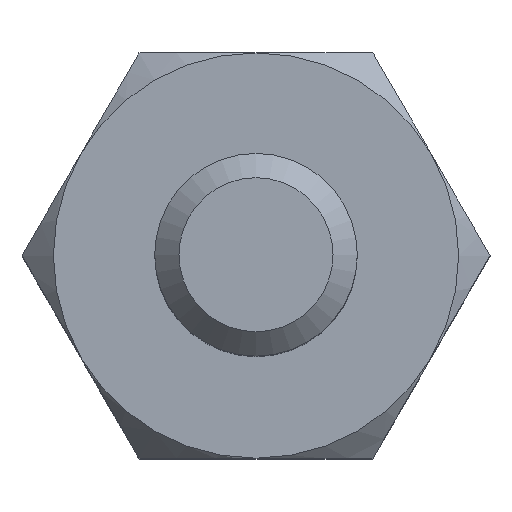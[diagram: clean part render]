
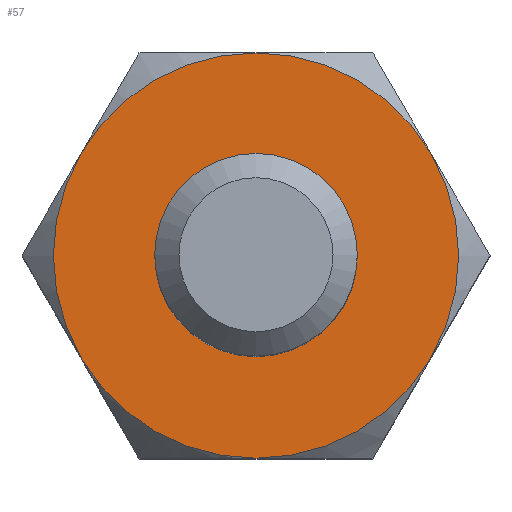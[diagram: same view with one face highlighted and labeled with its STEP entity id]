
A CAD part, top view. The second image highlights one B-rep face of the part: STEP entity #57.
In plain terms, the highlighted planar face has unit normal (0, 0, 1).
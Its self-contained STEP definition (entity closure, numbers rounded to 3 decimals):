
#57 = ADVANCED_FACE( '', ( #138, #139 ), #140, .T. );
#138 = FACE_BOUND( '', #250, .T. );
#139 = FACE_OUTER_BOUND( '', #251, .T. );
#140 = PLANE( '', #252 );
#250 = EDGE_LOOP( '', ( #358 ) );
#251 = EDGE_LOOP( '', ( #359, #360, #361, #362, #363, #364 ) );
#252 = AXIS2_PLACEMENT_3D( '', #365, #366, #367 );
#358 = ORIENTED_EDGE( '', *, *, #586, .T. );
#359 = ORIENTED_EDGE( '', *, *, #587, .F. );
#360 = ORIENTED_EDGE( '', *, *, #588, .F. );
#361 = ORIENTED_EDGE( '', *, *, #589, .F. );
#362 = ORIENTED_EDGE( '', *, *, #590, .T. );
#363 = ORIENTED_EDGE( '', *, *, #591, .F. );
#364 = ORIENTED_EDGE( '', *, *, #592, .F. );
#365 = CARTESIAN_POINT( '', ( 0., 0., 6. ) );
#366 = DIRECTION( '', ( 0., 0., 1. ) );
#367 = DIRECTION( '', ( 1., 0., 0. ) );
#586 = EDGE_CURVE( '', #673, #673, #674, .F. );
#587 = EDGE_CURVE( '', #675, #676, #677, .F. );
#588 = EDGE_CURVE( '', #678, #675, #679, .F. );
#589 = EDGE_CURVE( '', #680, #678, #681, .F. );
#590 = EDGE_CURVE( '', #680, #682, #683, .T. );
#591 = EDGE_CURVE( '', #684, #682, #685, .F. );
#592 = EDGE_CURVE( '', #676, #684, #686, .F. );
#673 = VERTEX_POINT( '', #792 );
#674 = CIRCLE( '', #793, 1.1 );
#675 = VERTEX_POINT( '', #794 );
#676 = VERTEX_POINT( '', #795 );
#677 = CIRCLE( '', #796, 2.5 );
#678 = VERTEX_POINT( '', #797 );
#679 = CIRCLE( '', #798, 2.5 );
#680 = VERTEX_POINT( '', #799 );
#681 = CIRCLE( '', #800, 2.5 );
#682 = VERTEX_POINT( '', #801 );
#683 = CIRCLE( '', #802, 2.5 );
#684 = VERTEX_POINT( '', #803 );
#685 = CIRCLE( '', #804, 2.5 );
#686 = CIRCLE( '', #805, 2.5 );
#792 = CARTESIAN_POINT( '', ( 1.1, 0., 6. ) );
#793 = AXIS2_PLACEMENT_3D( '', #1061, #1062, #1063 );
#794 = CARTESIAN_POINT( '', ( 2.165, -1.25, 6. ) );
#795 = CARTESIAN_POINT( '', ( 0., -2.5, 6. ) );
#796 = AXIS2_PLACEMENT_3D( '', #1064, #1065, #1066 );
#797 = CARTESIAN_POINT( '', ( 2.165, 1.25, 6. ) );
#798 = AXIS2_PLACEMENT_3D( '', #1067, #1068, #1069 );
#799 = CARTESIAN_POINT( '', ( 0., 2.5, 6. ) );
#800 = AXIS2_PLACEMENT_3D( '', #1070, #1071, #1072 );
#801 = CARTESIAN_POINT( '', ( -2.165, 1.25, 6. ) );
#802 = AXIS2_PLACEMENT_3D( '', #1073, #1074, #1075 );
#803 = CARTESIAN_POINT( '', ( -2.165, -1.25, 6. ) );
#804 = AXIS2_PLACEMENT_3D( '', #1076, #1077, #1078 );
#805 = AXIS2_PLACEMENT_3D( '', #1079, #1080, #1081 );
#1061 = CARTESIAN_POINT( '', ( 0., 0., 6. ) );
#1062 = DIRECTION( '', ( 0., 0., 1. ) );
#1063 = DIRECTION( '', ( 1., 0., 0. ) );
#1064 = CARTESIAN_POINT( '', ( 0., 0., 6. ) );
#1065 = DIRECTION( '', ( 0., 0., 1. ) );
#1066 = DIRECTION( '', ( 1., 0., 0. ) );
#1067 = CARTESIAN_POINT( '', ( 0., 0., 6. ) );
#1068 = DIRECTION( '', ( 0., 0., 1. ) );
#1069 = DIRECTION( '', ( 1., 0., 0. ) );
#1070 = CARTESIAN_POINT( '', ( 0., 0., 6. ) );
#1071 = DIRECTION( '', ( 0., 0., 1. ) );
#1072 = DIRECTION( '', ( 1., 0., 0. ) );
#1073 = CARTESIAN_POINT( '', ( 0., 0., 6. ) );
#1074 = DIRECTION( '', ( 0., 0., 1. ) );
#1075 = DIRECTION( '', ( 1., 0., 0. ) );
#1076 = CARTESIAN_POINT( '', ( 0., 0., 6. ) );
#1077 = DIRECTION( '', ( 0., 0., 1. ) );
#1078 = DIRECTION( '', ( 1., 0., 0. ) );
#1079 = CARTESIAN_POINT( '', ( 0., 0., 6. ) );
#1080 = DIRECTION( '', ( 0., 0., 1. ) );
#1081 = DIRECTION( '', ( 1., 0., 0. ) );
